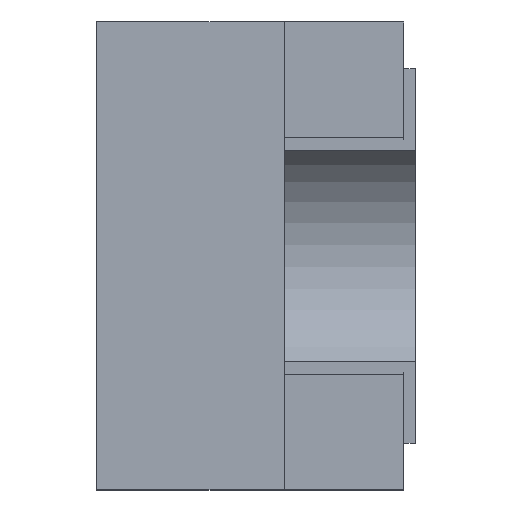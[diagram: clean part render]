
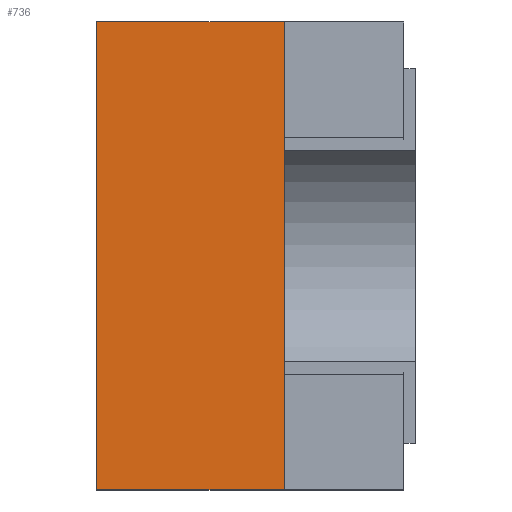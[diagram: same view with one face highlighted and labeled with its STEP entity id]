
A CAD part, left-side view. The second image highlights one B-rep face of the part: STEP entity #736.
In plain terms, the highlighted planar face has unit normal (-1, 0, 0).
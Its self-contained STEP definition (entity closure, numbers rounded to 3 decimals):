
#76 = EDGE_CURVE ( 'NONE', #249, #204, #1023, .T. ) ;
#90 = DIRECTION ( 'NONE',  ( 0., 0., 1. ) ) ;
#101 = CARTESIAN_POINT ( 'NONE',  ( -1., 0.85, -0.625 ) ) ;
#115 = CARTESIAN_POINT ( 'NONE',  ( -1., 0.85, 0.625 ) ) ;
#165 = EDGE_CURVE ( 'NONE', #862, #204, #571, .T. ) ;
#182 = FACE_OUTER_BOUND ( 'NONE', #802, .T. ) ;
#201 = CARTESIAN_POINT ( 'NONE',  ( -1., 0.85, 0.625 ) ) ;
#204 = VERTEX_POINT ( 'NONE', #438 ) ;
#238 = VECTOR ( 'NONE', #800, 1000. ) ;
#249 = VERTEX_POINT ( 'NONE', #908 ) ;
#301 = CARTESIAN_POINT ( 'NONE',  ( -1., 0.35, -0.625 ) ) ;
#303 = ORIENTED_EDGE ( 'NONE', *, *, #346, .T. ) ;
#346 = EDGE_CURVE ( 'NONE', #805, #862, #845, .T. ) ;
#366 = ORIENTED_EDGE ( 'NONE', *, *, #165, .T. ) ;
#397 = AXIS2_PLACEMENT_3D ( 'NONE', #201, #471, #1078 ) ;
#436 = VECTOR ( 'NONE', #753, 1000. ) ;
#438 = CARTESIAN_POINT ( 'NONE',  ( -1., 0.35, 0.625 ) ) ;
#471 = DIRECTION ( 'NONE',  ( 1., 0., 0. ) ) ;
#480 = VECTOR ( 'NONE', #90, 1000. ) ;
#519 = CARTESIAN_POINT ( 'NONE',  ( -1., 0.35, 0.625 ) ) ;
#571 = LINE ( 'NONE', #519, #480 ) ;
#722 = CARTESIAN_POINT ( 'NONE',  ( -1., 0.85, -0.625 ) ) ;
#736 = ADVANCED_FACE ( 'NONE', ( #182 ), #806, .F. ) ;
#738 = EDGE_CURVE ( 'NONE', #805, #249, #833, .T. ) ;
#745 = VECTOR ( 'NONE', #810, 1000. ) ;
#753 = DIRECTION ( 'NONE',  ( 0., -1., 0. ) ) ;
#800 = DIRECTION ( 'NONE',  ( 0., -1., 0. ) ) ;
#802 = EDGE_LOOP ( 'NONE', ( #303, #366, #931, #1011 ) ) ;
#805 = VERTEX_POINT ( 'NONE', #722 ) ;
#806 = PLANE ( 'NONE',  #397 ) ;
#810 = DIRECTION ( 'NONE',  ( 0., 0., 1. ) ) ;
#833 = LINE ( 'NONE', #115, #745 ) ;
#845 = LINE ( 'NONE', #101, #238 ) ;
#862 = VERTEX_POINT ( 'NONE', #301 ) ;
#908 = CARTESIAN_POINT ( 'NONE',  ( -1., 0.85, 0.625 ) ) ;
#931 = ORIENTED_EDGE ( 'NONE', *, *, #76, .F. ) ;
#1011 = ORIENTED_EDGE ( 'NONE', *, *, #738, .F. ) ;
#1023 = LINE ( 'NONE', #1115, #436 ) ;
#1078 = DIRECTION ( 'NONE',  ( 0., 0., -1. ) ) ;
#1115 = CARTESIAN_POINT ( 'NONE',  ( -1., 0.85, 0.625 ) ) ;
